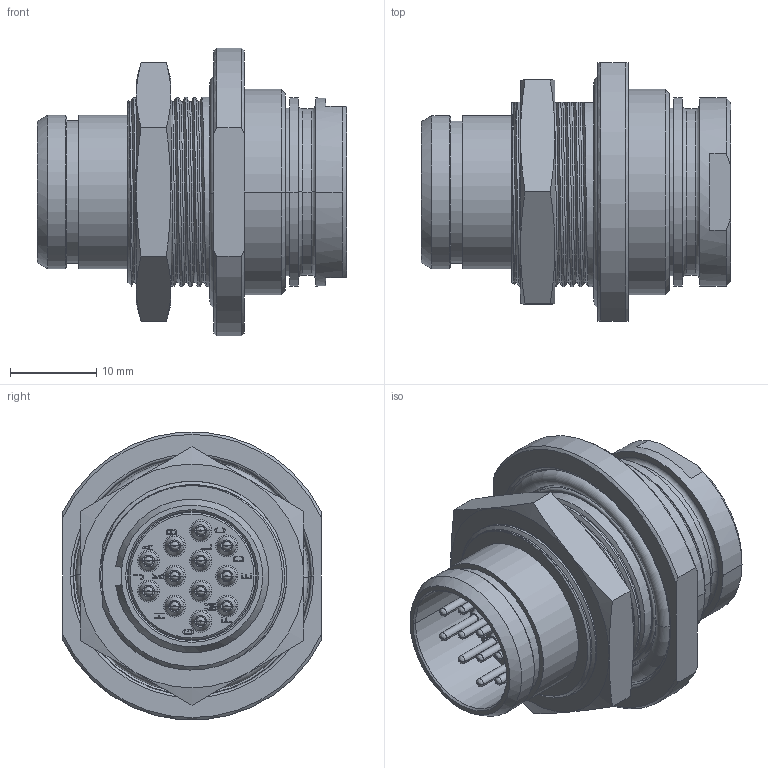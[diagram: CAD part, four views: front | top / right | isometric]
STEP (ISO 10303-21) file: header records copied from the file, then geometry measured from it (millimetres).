
FILE_DESCRIPTION((''),'2;1');
FILE_NAME('1332EVR212MS','2024-07-26T11:20:11',('paultorloting'),('NET AG system integration'),'CREO PARAMETRIC BY PTC INC, 2021404','CREO PARAMETRIC BY PTC INC, 2021404','');
FILE_SCHEMA(('AUTOMOTIVE_DESIGN { 1 0 10303 214 1 1 1 1 }'));
Products named in the file (1): 1332EVR212MS
Bounding box: 35.9 x 30 x 33.38 mm (x, y, z)
Volume: 9605.3 mm3; surface area: 12079.5 mm2
Topology: 1 solids, 1 shells, 1788 faces, 4890 edges, 3179 vertices
Faces by surface type: plane 827, cylinder 579, cone 169, bspline 123, torus 90
Entity records: 78888 total; most frequent: CARTESIAN_POINT 22699, ORIENTED_EDGE 9780, DIRECTION 8895, EDGE_CURVE 4890, AXIS2_PLACEMENT_3D 3252, VERTEX_POINT 3179, VECTOR 2388, LINE 2388
